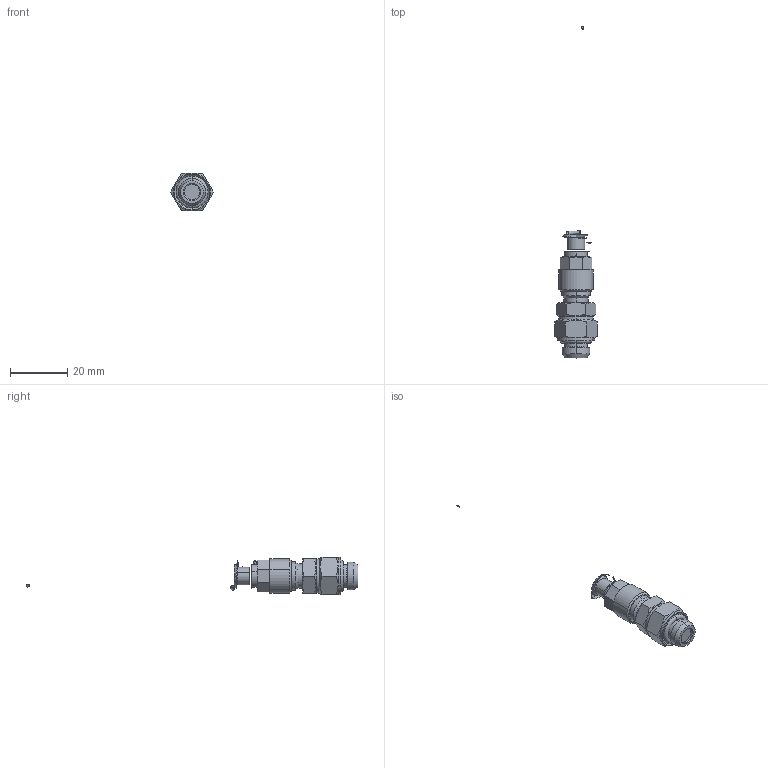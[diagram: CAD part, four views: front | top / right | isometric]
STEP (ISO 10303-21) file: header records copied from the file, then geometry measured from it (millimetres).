
FILE_DESCRIPTION(/* description */ ('VariCAD 2016-1.06 AP-214'),/* implementation_level */ '2;1');
FILE_NAME(/* name */ 'ck_184_dr_ks_msv.stp',/* time_stamp */ '2016-06-16T10:55:05+02:00',/* author */ (''),/* organization */ (''),/* preprocessor_version */ 'ST-DEVELOPER v14',/* originating_system */ 'VariCAD 2016-1.06; kernel version (20130303)',/* authorisation */ '');
FILE_SCHEMA (('AUTOMOTIVE_DESIGN'));
Length unit declared in the file: millimetre
Products named in the file (4): ck_184_dr_ks_msv; 0102700001<3>; 0102700001<2>; 0102700001<1>
Assembly tree (3 placements, depth 2):
  ck_184_dr_ks_msv
    0102700001<3>
    0102700001<2>
    0102700001<1>
Bounding box: 15.01 x 116.4 x 13 mm (x, y, z)
Volume: 73.7 mm3; surface area: 2231.2 mm2
Topology: 1 solids, 9 shells, 124 faces, 279 edges, 173 vertices
Faces by surface type: cone 48, plane 35, cylinder 27, torus 12, bspline 2
Entity records: 9280 total; most frequent: CARTESIAN_POINT 6490, DIRECTION 579, ORIENTED_EDGE 529, EDGE_CURVE 279, AXIS2_PLACEMENT_3D 250, VERTEX_POINT 173, EDGE_LOOP 135, FACE_OUTER_BOUND 124
